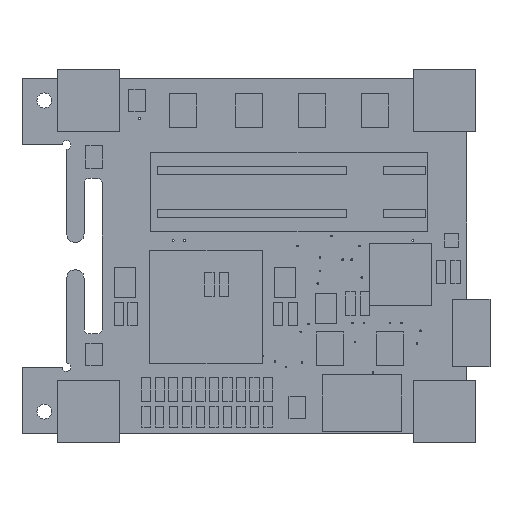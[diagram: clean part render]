
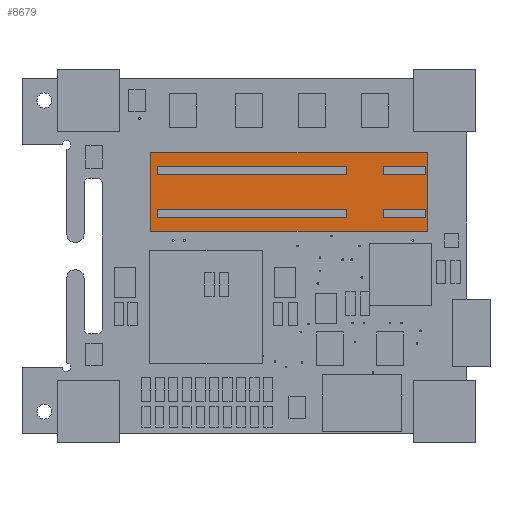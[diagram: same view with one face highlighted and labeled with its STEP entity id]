
A CAD part, top view. The second image highlights one B-rep face of the part: STEP entity #8679.
In plain terms, the highlighted planar face has unit normal (0, 0, 1).
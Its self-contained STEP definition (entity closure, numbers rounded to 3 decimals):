
#823=PLANE('',#9632);
#1227=FACE_OUTER_BOUND('',#1935,.T.);
#1935=EDGE_LOOP('',(#7877,#7878,#7879,#7880));
#2691=LINE('',#14337,#3467);
#2694=LINE('',#14343,#3470);
#2697=LINE('',#14349,#3473);
#2700=LINE('',#14353,#3476);
#3467=VECTOR('',#11936,10.);
#3470=VECTOR('',#11941,10.);
#3473=VECTOR('',#11946,10.);
#3476=VECTOR('',#11951,10.);
#4563=VERTEX_POINT('',#14334);
#4564=VERTEX_POINT('',#14336);
#4566=VERTEX_POINT('',#14342);
#4568=VERTEX_POINT('',#14348);
#5667=EDGE_CURVE('',#4564,#4563,#2691,.T.);
#5670=EDGE_CURVE('',#4566,#4564,#2694,.T.);
#5673=EDGE_CURVE('',#4568,#4566,#2697,.T.);
#5676=EDGE_CURVE('',#4563,#4568,#2700,.T.);
#7877=ORIENTED_EDGE('',*,*,#5676,.T.);
#7878=ORIENTED_EDGE('',*,*,#5673,.T.);
#7879=ORIENTED_EDGE('',*,*,#5670,.T.);
#7880=ORIENTED_EDGE('',*,*,#5667,.T.);
#8679=ADVANCED_FACE('',(#1227),#823,.T.);
#9632=AXIS2_PLACEMENT_3D('',#14354,#11952,#11953);
#11936=DIRECTION('',(-1.,0.,0.));
#11941=DIRECTION('',(0.,1.,0.));
#11946=DIRECTION('',(1.,0.,0.));
#11951=DIRECTION('',(0.,-1.,0.));
#11952=DIRECTION('center_axis',(0.,0.,1.));
#11953=DIRECTION('ref_axis',(1.,0.,0.));
#14334=CARTESIAN_POINT('',(-30.48,8.89,0.1));
#14336=CARTESIAN_POINT('',(31.75,8.89,0.1));
#14337=CARTESIAN_POINT('',(31.75,8.89,0.1));
#14342=CARTESIAN_POINT('',(31.75,-8.89,0.1));
#14343=CARTESIAN_POINT('',(31.75,-8.89,0.1));
#14348=CARTESIAN_POINT('',(-30.48,-8.89,0.1));
#14349=CARTESIAN_POINT('',(-30.48,-8.89,0.1));
#14353=CARTESIAN_POINT('',(-30.48,8.89,0.1));
#14354=CARTESIAN_POINT('Origin',(0.635,0.,0.1));
